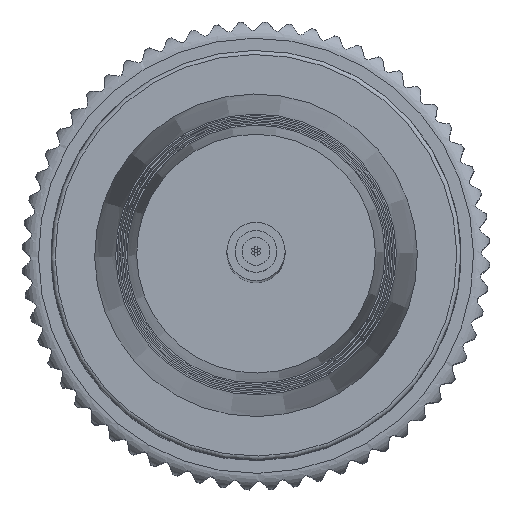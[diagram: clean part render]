
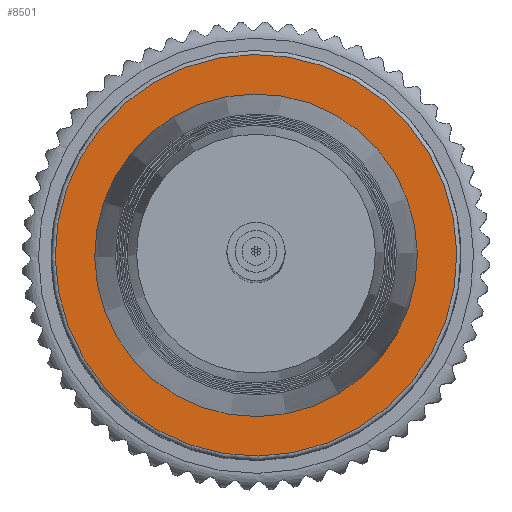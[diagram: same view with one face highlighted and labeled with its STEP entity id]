
A CAD part, top view. The second image highlights one B-rep face of the part: STEP entity #8501.
In plain terms, the highlighted face is planar.
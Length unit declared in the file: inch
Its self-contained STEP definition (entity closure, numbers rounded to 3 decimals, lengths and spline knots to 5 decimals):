
#480=FACE_BOUND('',#1260,.T.);
#519=PLANE('',#9191);
#754=FACE_OUTER_BOUND('',#1259,.T.);
#1259=EDGE_LOOP('',(#5767,#5768));
#1260=EDGE_LOOP('',(#5769,#5770));
#2908=CIRCLE('',#9179,0.245);
#2913=CIRCLE('',#9184,0.245);
#2919=CIRCLE('',#9192,0.195);
#2920=CIRCLE('',#9193,0.195);
#3324=VERTEX_POINT('',#12618);
#3325=VERTEX_POINT('',#12619);
#3338=VERTEX_POINT('',#12650);
#3339=VERTEX_POINT('',#12651);
#4256=EDGE_CURVE('',#3324,#3325,#2908,.T.);
#4261=EDGE_CURVE('',#3325,#3324,#2913,.T.);
#4272=EDGE_CURVE('',#3338,#3339,#2919,.T.);
#4273=EDGE_CURVE('',#3339,#3338,#2920,.T.);
#5767=ORIENTED_EDGE('',*,*,#4256,.F.);
#5768=ORIENTED_EDGE('',*,*,#4261,.F.);
#5769=ORIENTED_EDGE('',*,*,#4272,.T.);
#5770=ORIENTED_EDGE('',*,*,#4273,.T.);
#8501=ADVANCED_FACE('',(#754,#480),#519,.T.);
#9179=AXIS2_PLACEMENT_3D('',#12620,#10311,#10312);
#9184=AXIS2_PLACEMENT_3D('',#12628,#10321,#10322);
#9191=AXIS2_PLACEMENT_3D('',#12649,#10340,#10341);
#9192=AXIS2_PLACEMENT_3D('',#12652,#10342,#10343);
#9193=AXIS2_PLACEMENT_3D('',#12653,#10344,#10345);
#10311=DIRECTION('center_axis',(-1.,0.,0.));
#10312=DIRECTION('ref_axis',(0.,-1.,0.));
#10321=DIRECTION('center_axis',(-1.,0.,0.));
#10322=DIRECTION('ref_axis',(0.,-1.,0.));
#10340=DIRECTION('center_axis',(1.,0.,0.));
#10341=DIRECTION('ref_axis',(0.,0.,-1.));
#10342=DIRECTION('center_axis',(-1.,0.,0.));
#10343=DIRECTION('ref_axis',(0.,1.,0.));
#10344=DIRECTION('center_axis',(-1.,0.,0.));
#10345=DIRECTION('ref_axis',(0.,1.,0.));
#12618=CARTESIAN_POINT('',(0.935,0.245,0.));
#12619=CARTESIAN_POINT('',(0.935,0.,0.245));
#12620=CARTESIAN_POINT('Origin',(0.935,0.,0.));
#12628=CARTESIAN_POINT('Origin',(0.935,0.,0.));
#12649=CARTESIAN_POINT('Origin',(0.935,0.125,0.));
#12650=CARTESIAN_POINT('',(0.935,0.195,0.));
#12651=CARTESIAN_POINT('',(0.935,-0.195,0.));
#12652=CARTESIAN_POINT('Origin',(0.935,0.,0.));
#12653=CARTESIAN_POINT('Origin',(0.935,0.,0.));
